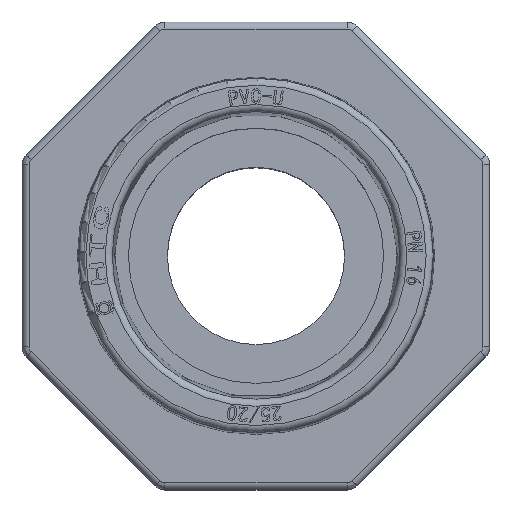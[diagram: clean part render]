
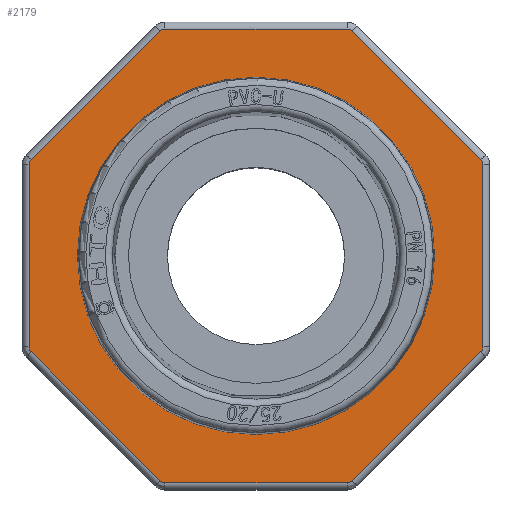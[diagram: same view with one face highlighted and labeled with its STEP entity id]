
A CAD part, top view. The second image highlights one B-rep face of the part: STEP entity #2179.
In plain terms, the highlighted planar face has unit normal (0, 0, 1).
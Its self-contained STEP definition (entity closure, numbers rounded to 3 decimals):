
#2179=ADVANCED_FACE('',(#3644,#3645),#2943,.T.);
#2943=PLANE('',#13960);
#3644=FACE_BOUND('',#3716,.T.);
#3645=FACE_BOUND('',#3717,.T.);
#3716=EDGE_LOOP('',(#6000,#6001,#6002,#6003,#6004,#6005,#6006,#6007,#6008,
#6009,#6010,#6011,#6012,#6013,#6014,#6015));
#3717=EDGE_LOOP('',(#6016));
#4534=LINE('',#17275,#5257);
#4535=LINE('',#17280,#5258);
#4536=LINE('',#17284,#5259);
#4537=LINE('',#17288,#5260);
#4538=LINE('',#17292,#5261);
#4539=LINE('',#17296,#5262);
#4540=LINE('',#17300,#5263);
#4541=LINE('',#17304,#5264);
#5257=VECTOR('',#14829,1.);
#5258=VECTOR('',#14832,1.);
#5259=VECTOR('',#14835,1.);
#5260=VECTOR('',#14838,1.);
#5261=VECTOR('',#14841,1.);
#5262=VECTOR('',#14844,1.);
#5263=VECTOR('',#14847,1.);
#5264=VECTOR('',#14850,1.);
#6000=ORIENTED_EDGE('',*,*,#11717,.T.);
#6001=ORIENTED_EDGE('',*,*,#11718,.T.);
#6002=ORIENTED_EDGE('',*,*,#11719,.T.);
#6003=ORIENTED_EDGE('',*,*,#11720,.T.);
#6004=ORIENTED_EDGE('',*,*,#11721,.T.);
#6005=ORIENTED_EDGE('',*,*,#11722,.T.);
#6006=ORIENTED_EDGE('',*,*,#11723,.T.);
#6007=ORIENTED_EDGE('',*,*,#11724,.T.);
#6008=ORIENTED_EDGE('',*,*,#11725,.T.);
#6009=ORIENTED_EDGE('',*,*,#11726,.T.);
#6010=ORIENTED_EDGE('',*,*,#11727,.T.);
#6011=ORIENTED_EDGE('',*,*,#11728,.T.);
#6012=ORIENTED_EDGE('',*,*,#11729,.T.);
#6013=ORIENTED_EDGE('',*,*,#11730,.T.);
#6014=ORIENTED_EDGE('',*,*,#11731,.T.);
#6015=ORIENTED_EDGE('',*,*,#11732,.T.);
#6016=ORIENTED_EDGE('',*,*,#11733,.F.);
#10292=VERTEX_POINT('',#17276);
#10293=VERTEX_POINT('',#17277);
#10294=VERTEX_POINT('',#17279);
#10295=VERTEX_POINT('',#17281);
#10296=VERTEX_POINT('',#17283);
#10297=VERTEX_POINT('',#17285);
#10298=VERTEX_POINT('',#17287);
#10299=VERTEX_POINT('',#17289);
#10300=VERTEX_POINT('',#17291);
#10301=VERTEX_POINT('',#17293);
#10302=VERTEX_POINT('',#17295);
#10303=VERTEX_POINT('',#17297);
#10304=VERTEX_POINT('',#17299);
#10305=VERTEX_POINT('',#17301);
#10306=VERTEX_POINT('',#17303);
#10307=VERTEX_POINT('',#17305);
#10308=VERTEX_POINT('',#17308);
#11717=EDGE_CURVE('',#10292,#10293,#4534,.T.);
#11718=EDGE_CURVE('',#10293,#10294,#13845,.T.);
#11719=EDGE_CURVE('',#10294,#10295,#4535,.T.);
#11720=EDGE_CURVE('',#10295,#10296,#13846,.T.);
#11721=EDGE_CURVE('',#10296,#10297,#4536,.T.);
#11722=EDGE_CURVE('',#10297,#10298,#13847,.T.);
#11723=EDGE_CURVE('',#10298,#10299,#4537,.T.);
#11724=EDGE_CURVE('',#10299,#10300,#13848,.T.);
#11725=EDGE_CURVE('',#10300,#10301,#4538,.T.);
#11726=EDGE_CURVE('',#10301,#10302,#13849,.T.);
#11727=EDGE_CURVE('',#10302,#10303,#4539,.T.);
#11728=EDGE_CURVE('',#10303,#10304,#13850,.T.);
#11729=EDGE_CURVE('',#10304,#10305,#4540,.T.);
#11730=EDGE_CURVE('',#10305,#10306,#13851,.T.);
#11731=EDGE_CURVE('',#10306,#10307,#4541,.T.);
#11732=EDGE_CURVE('',#10307,#10292,#13852,.T.);
#11733=EDGE_CURVE('',#10308,#10308,#13853,.T.);
#13845=CIRCLE('',#13951,0.5);
#13846=CIRCLE('',#13952,0.5);
#13847=CIRCLE('',#13953,0.5);
#13848=CIRCLE('',#13954,0.5);
#13849=CIRCLE('',#13955,0.5);
#13850=CIRCLE('',#13956,0.5);
#13851=CIRCLE('',#13957,0.5);
#13852=CIRCLE('',#13958,0.5);
#13853=CIRCLE('',#13959,12.6);
#13951=AXIS2_PLACEMENT_3D('',#17278,#14830,#14831);
#13952=AXIS2_PLACEMENT_3D('',#17282,#14833,#14834);
#13953=AXIS2_PLACEMENT_3D('',#17286,#14836,#14837);
#13954=AXIS2_PLACEMENT_3D('',#17290,#14839,#14840);
#13955=AXIS2_PLACEMENT_3D('',#17294,#14842,#14843);
#13956=AXIS2_PLACEMENT_3D('',#17298,#14845,#14846);
#13957=AXIS2_PLACEMENT_3D('',#17302,#14848,#14849);
#13958=AXIS2_PLACEMENT_3D('',#17306,#14851,#14852);
#13959=AXIS2_PLACEMENT_3D('',#17307,#14853,#14854);
#13960=AXIS2_PLACEMENT_3D('',#17309,#14855,#14856);
#14829=DIRECTION('',(-1.,0.,0.));
#14830=DIRECTION('',(0.,0.,1.));
#14831=DIRECTION('',(1.,0.,0.));
#14832=DIRECTION('',(-0.707,-0.707,0.));
#14833=DIRECTION('',(0.,0.,1.));
#14834=DIRECTION('',(1.,0.,0.));
#14835=DIRECTION('',(0.,-1.,0.));
#14836=DIRECTION('',(0.,0.,1.));
#14837=DIRECTION('',(1.,0.,0.));
#14838=DIRECTION('',(0.707,-0.707,0.));
#14839=DIRECTION('',(0.,0.,1.));
#14840=DIRECTION('',(1.,0.,0.));
#14841=DIRECTION('',(1.,0.,0.));
#14842=DIRECTION('',(0.,0.,1.));
#14843=DIRECTION('',(1.,0.,0.));
#14844=DIRECTION('',(0.707,0.707,0.));
#14845=DIRECTION('',(0.,0.,1.));
#14846=DIRECTION('',(1.,0.,0.));
#14847=DIRECTION('',(0.,1.,0.));
#14848=DIRECTION('',(0.,0.,1.));
#14849=DIRECTION('',(1.,0.,0.));
#14850=DIRECTION('',(-0.707,0.707,0.));
#14851=DIRECTION('',(0.,0.,1.));
#14852=DIRECTION('',(1.,0.,0.));
#14853=DIRECTION('',(0.,0.,1.));
#14854=DIRECTION('',(1.,0.,0.));
#14855=DIRECTION('',(0.,0.,1.));
#14856=DIRECTION('',(1.,0.,0.));
#17275=CARTESIAN_POINT('',(0.,16.,27.));
#17276=CARTESIAN_POINT('',(6.42,16.,27.));
#17277=CARTESIAN_POINT('',(-6.42,16.,27.));
#17278=CARTESIAN_POINT('',(-6.42,15.5,27.));
#17279=CARTESIAN_POINT('',(-6.774,15.854,27.));
#17280=CARTESIAN_POINT('',(-11.314,11.314,27.));
#17281=CARTESIAN_POINT('',(-15.854,6.774,27.));
#17282=CARTESIAN_POINT('',(-15.5,6.42,27.));
#17283=CARTESIAN_POINT('',(-16.,6.42,27.));
#17284=CARTESIAN_POINT('',(-16.,0.,27.));
#17285=CARTESIAN_POINT('',(-16.,-6.42,27.));
#17286=CARTESIAN_POINT('',(-15.5,-6.42,27.));
#17287=CARTESIAN_POINT('',(-15.854,-6.774,27.));
#17288=CARTESIAN_POINT('',(-11.314,-11.314,27.));
#17289=CARTESIAN_POINT('',(-6.774,-15.854,27.));
#17290=CARTESIAN_POINT('',(-6.42,-15.5,27.));
#17291=CARTESIAN_POINT('',(-6.42,-16.,27.));
#17292=CARTESIAN_POINT('',(0.,-16.,27.));
#17293=CARTESIAN_POINT('',(6.42,-16.,27.));
#17294=CARTESIAN_POINT('',(6.42,-15.5,27.));
#17295=CARTESIAN_POINT('',(6.774,-15.854,27.));
#17296=CARTESIAN_POINT('',(11.314,-11.314,27.));
#17297=CARTESIAN_POINT('',(15.854,-6.774,27.));
#17298=CARTESIAN_POINT('',(15.5,-6.42,27.));
#17299=CARTESIAN_POINT('',(16.,-6.42,27.));
#17300=CARTESIAN_POINT('',(16.,0.,27.));
#17301=CARTESIAN_POINT('',(16.,6.42,27.));
#17302=CARTESIAN_POINT('',(15.5,6.42,27.));
#17303=CARTESIAN_POINT('',(15.854,6.774,27.));
#17304=CARTESIAN_POINT('',(11.314,11.314,27.));
#17305=CARTESIAN_POINT('',(6.774,15.854,27.));
#17306=CARTESIAN_POINT('',(6.42,15.5,27.));
#17307=CARTESIAN_POINT('',(0.,0.,27.));
#17308=CARTESIAN_POINT('',(12.6,0.,27.));
#17309=CARTESIAN_POINT('',(0.,0.,27.));
